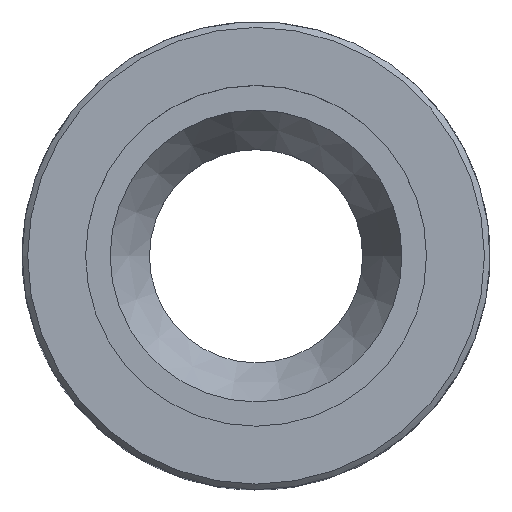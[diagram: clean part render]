
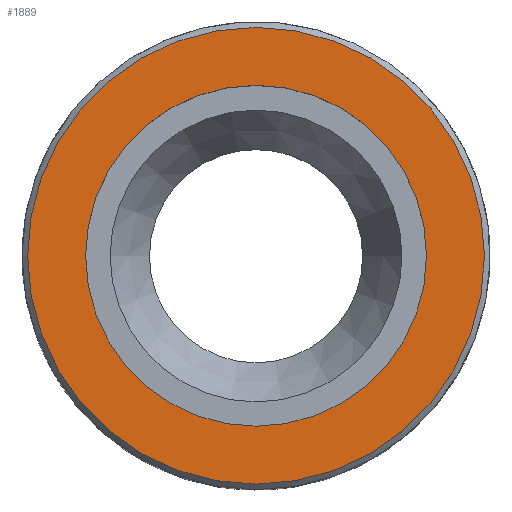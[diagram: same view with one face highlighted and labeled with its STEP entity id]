
A CAD part, top view. The second image highlights one B-rep face of the part: STEP entity #1889.
In plain terms, the highlighted planar face has unit normal (0, 0, 1).
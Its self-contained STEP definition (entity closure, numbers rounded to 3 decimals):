
#77=PLANE('',#2058);
#536=ORIENTED_EDGE('',*,*,#705,.T.);
#537=ORIENTED_EDGE('',*,*,#782,.F.);
#705=EDGE_CURVE('',#872,#872,#974,.T.);
#782=EDGE_CURVE('',#921,#921,#1013,.T.);
#872=VERTEX_POINT('',#2695);
#921=VERTEX_POINT('',#2884);
#974=CIRCLE('',#1970,15.188);
#1013=CIRCLE('',#2042,20.35);
#1110=EDGE_LOOP('',(#536));
#1111=EDGE_LOOP('',(#537));
#1206=FACE_BOUND('',#1110,.T.);
#1207=FACE_BOUND('',#1111,.T.);
#1889=ADVANCED_FACE('',(#1206,#1207),#77,.F.);
#1970=AXIS2_PLACEMENT_3D('',#2694,#2245,#2246);
#2042=AXIS2_PLACEMENT_3D('',#2883,#2422,#2423);
#2058=AXIS2_PLACEMENT_3D('',#2928,#2460,#2461);
#2245=DIRECTION('',(0.,0.,-1.));
#2246=DIRECTION('',(1.,0.,0.));
#2422=DIRECTION('',(0.,0.,-1.));
#2423=DIRECTION('',(-1.,0.,0.));
#2460=DIRECTION('',(0.,0.,-1.));
#2461=DIRECTION('',(-1.,0.,0.));
#2694=CARTESIAN_POINT('',(0.,0.,25.2));
#2695=CARTESIAN_POINT('',(15.188,0.,25.2));
#2883=CARTESIAN_POINT('',(0.,0.,25.2));
#2884=CARTESIAN_POINT('',(-20.35,0.,25.2));
#2928=CARTESIAN_POINT('',(20.85,0.,25.2));
